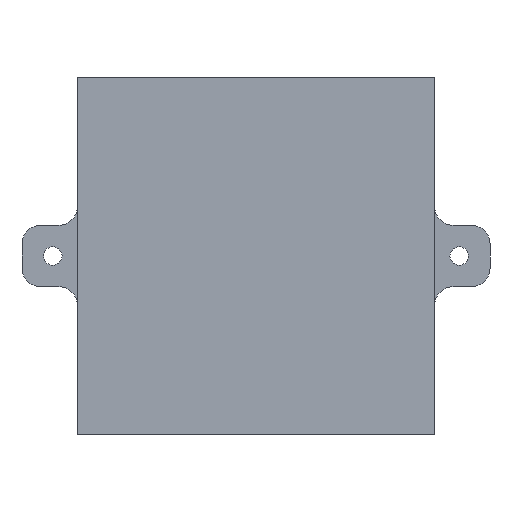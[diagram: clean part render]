
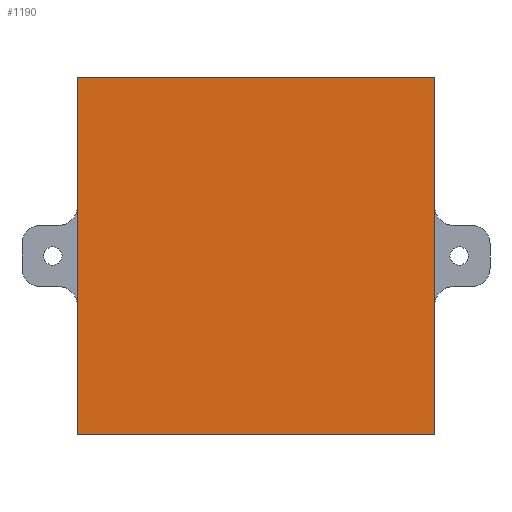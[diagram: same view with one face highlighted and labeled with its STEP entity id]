
A CAD part, front view. The second image highlights one B-rep face of the part: STEP entity #1190.
In plain terms, the highlighted planar face has unit normal (0, -1, 0).
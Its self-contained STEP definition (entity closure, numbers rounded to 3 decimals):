
#12 = CARTESIAN_POINT ( 'NONE',  ( -29., 0., -29. ) ) ;
#41 = VECTOR ( 'NONE', #485, 1000. ) ;
#63 = CARTESIAN_POINT ( 'NONE',  ( -29., 0., 29. ) ) ;
#105 = CARTESIAN_POINT ( 'NONE',  ( -29., 0., -29. ) ) ;
#124 = DIRECTION ( 'NONE',  ( 1., 0., 0. ) ) ;
#139 = LINE ( 'NONE', #1031, #715 ) ;
#181 = DIRECTION ( 'NONE',  ( 0., 0., -1. ) ) ;
#204 = ORIENTED_EDGE ( 'NONE', *, *, #1408, .F. ) ;
#208 = VERTEX_POINT ( 'NONE', #105 ) ;
#284 = CARTESIAN_POINT ( 'NONE',  ( 29., 0., 29. ) ) ;
#391 = PLANE ( 'NONE',  #1464 ) ;
#403 = ORIENTED_EDGE ( 'NONE', *, *, #1158, .F. ) ;
#424 = FACE_OUTER_BOUND ( 'NONE', #1096, .T. ) ;
#425 = VECTOR ( 'NONE', #930, 1000. ) ;
#471 = EDGE_CURVE ( 'NONE', #1236, #208, #1228, .T. ) ;
#485 = DIRECTION ( 'NONE',  ( 0., 0., 1. ) ) ;
#490 = LINE ( 'NONE', #959, #1419 ) ;
#509 = EDGE_CURVE ( 'NONE', #1251, #1236, #490, .T. ) ;
#532 = CARTESIAN_POINT ( 'NONE',  ( 29., 0., -29. ) ) ;
#554 = ORIENTED_EDGE ( 'NONE', *, *, #509, .F. ) ;
#616 = ORIENTED_EDGE ( 'NONE', *, *, #471, .F. ) ;
#651 = DIRECTION ( 'NONE',  ( 0., 0., 1. ) ) ;
#715 = VECTOR ( 'NONE', #124, 1000. ) ;
#789 = VERTEX_POINT ( 'NONE', #63 ) ;
#930 = DIRECTION ( 'NONE',  ( -1., 0., 0. ) ) ;
#959 = CARTESIAN_POINT ( 'NONE',  ( 29., 0., -29. ) ) ;
#962 = CARTESIAN_POINT ( 'NONE',  ( -29., 0., -29. ) ) ;
#1031 = CARTESIAN_POINT ( 'NONE',  ( -29., 0., 29. ) ) ;
#1094 = CARTESIAN_POINT ( 'NONE',  ( 0., 0., 0. ) ) ;
#1096 = EDGE_LOOP ( 'NONE', ( #616, #554, #204, #403 ) ) ;
#1158 = EDGE_CURVE ( 'NONE', #208, #789, #1420, .T. ) ;
#1190 = ADVANCED_FACE ( 'NONE', ( #424 ), #391, .F. ) ;
#1212 = DIRECTION ( 'NONE',  ( 0., 1., 0. ) ) ;
#1228 = LINE ( 'NONE', #12, #425 ) ;
#1236 = VERTEX_POINT ( 'NONE', #532 ) ;
#1251 = VERTEX_POINT ( 'NONE', #284 ) ;
#1408 = EDGE_CURVE ( 'NONE', #789, #1251, #139, .T. ) ;
#1419 = VECTOR ( 'NONE', #181, 1000. ) ;
#1420 = LINE ( 'NONE', #962, #41 ) ;
#1464 = AXIS2_PLACEMENT_3D ( 'NONE', #1094, #1212, #651 ) ;
